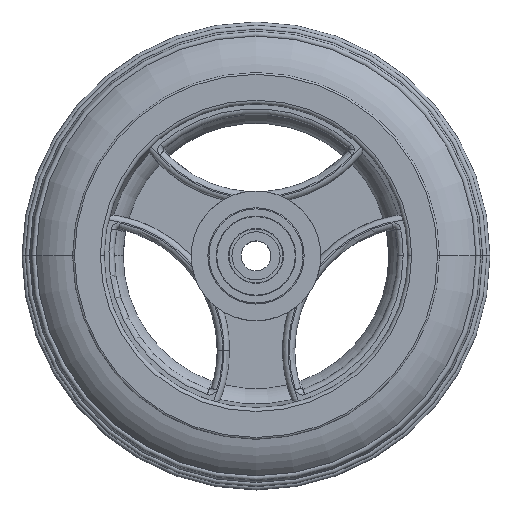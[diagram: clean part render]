
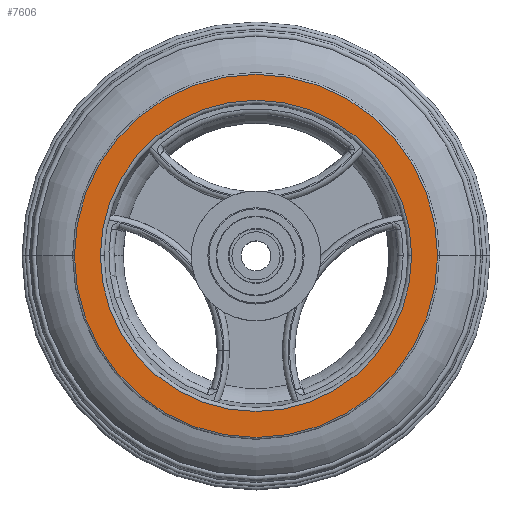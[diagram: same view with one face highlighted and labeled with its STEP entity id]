
A CAD part, top view. The second image highlights one B-rep face of the part: STEP entity #7606.
In plain terms, the highlighted planar face has unit normal (0, 0, 1).
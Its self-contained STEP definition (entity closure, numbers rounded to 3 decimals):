
#1799 = EDGE_LOOP ( 'NONE', ( #7027, #7056 ) ) ;
#2589 = DIRECTION ( 'NONE',  ( 0., 0., -1. ) ) ;
#2973 = AXIS2_PLACEMENT_3D ( 'NONE', #13309, #19850, #19716 ) ;
#4951 = PLANE ( 'NONE',  #2973 ) ;
#6743 = EDGE_CURVE ( 'NONE', #9537, #21556, #10241, .T. ) ;
#6920 = ORIENTED_EDGE ( 'NONE', *, *, #10485, .T. ) ;
#7027 = ORIENTED_EDGE ( 'NONE', *, *, #19750, .T. ) ;
#7056 = ORIENTED_EDGE ( 'NONE', *, *, #24148, .T. ) ;
#7606 = ADVANCED_FACE ( 'NONE', ( #9601, #15757 ), #4951, .T. ) ;
#8632 = AXIS2_PLACEMENT_3D ( 'NONE', #25287, #2589, #19413 ) ;
#9014 = DIRECTION ( 'NONE',  ( 0., 0., 1. ) ) ;
#9537 = VERTEX_POINT ( 'NONE', #18935 ) ;
#9601 = FACE_BOUND ( 'NONE', #25681, .T. ) ;
#10241 = CIRCLE ( 'NONE', #26386, 42. ) ;
#10485 = EDGE_CURVE ( 'NONE', #21556, #9537, #24766, .T. ) ;
#11227 = CARTESIAN_POINT ( 'NONE',  ( 0., 0., 15. ) ) ;
#11921 = CARTESIAN_POINT ( 'NONE',  ( -49., 0., 15. ) ) ;
#12069 = VERTEX_POINT ( 'NONE', #26926 ) ;
#13185 = VERTEX_POINT ( 'NONE', #11921 ) ;
#13309 = CARTESIAN_POINT ( 'NONE',  ( 0., 49.5, 15. ) ) ;
#14147 = CIRCLE ( 'NONE', #18484, 49. ) ;
#14783 = CARTESIAN_POINT ( 'NONE',  ( 0., 0., 15. ) ) ;
#15757 = FACE_OUTER_BOUND ( 'NONE', #1799, .T. ) ;
#16692 = ORIENTED_EDGE ( 'NONE', *, *, #6743, .T. ) ;
#17091 = DIRECTION ( 'NONE',  ( 0., 0., 1. ) ) ;
#17956 = CIRCLE ( 'NONE', #18818, 49. ) ;
#18484 = AXIS2_PLACEMENT_3D ( 'NONE', #11227, #17091, #21596 ) ;
#18818 = AXIS2_PLACEMENT_3D ( 'NONE', #14783, #9014, #19393 ) ;
#18935 = CARTESIAN_POINT ( 'NONE',  ( -42., 0., 15. ) ) ;
#19393 = DIRECTION ( 'NONE',  ( 1., 0., 0. ) ) ;
#19413 = DIRECTION ( 'NONE',  ( 1., 0., 0. ) ) ;
#19716 = DIRECTION ( 'NONE',  ( 1., 0., 0. ) ) ;
#19750 = EDGE_CURVE ( 'NONE', #12069, #13185, #17956, .T. ) ;
#19850 = DIRECTION ( 'NONE',  ( 0., 0., 1. ) ) ;
#21501 = CARTESIAN_POINT ( 'NONE',  ( 42., 0., 15. ) ) ;
#21556 = VERTEX_POINT ( 'NONE', #21501 ) ;
#21596 = DIRECTION ( 'NONE',  ( 1., 0., 0. ) ) ;
#23548 = DIRECTION ( 'NONE',  ( 1., 0., 0. ) ) ;
#24148 = EDGE_CURVE ( 'NONE', #13185, #12069, #14147, .T. ) ;
#24766 = CIRCLE ( 'NONE', #8632, 42. ) ;
#25287 = CARTESIAN_POINT ( 'NONE',  ( 0., 0., 15. ) ) ;
#25681 = EDGE_LOOP ( 'NONE', ( #6920, #16692 ) ) ;
#25740 = CARTESIAN_POINT ( 'NONE',  ( 0., 0., 15. ) ) ;
#26147 = DIRECTION ( 'NONE',  ( 0., 0., -1. ) ) ;
#26386 = AXIS2_PLACEMENT_3D ( 'NONE', #25740, #26147, #23548 ) ;
#26926 = CARTESIAN_POINT ( 'NONE',  ( 49., 0., 15. ) ) ;
